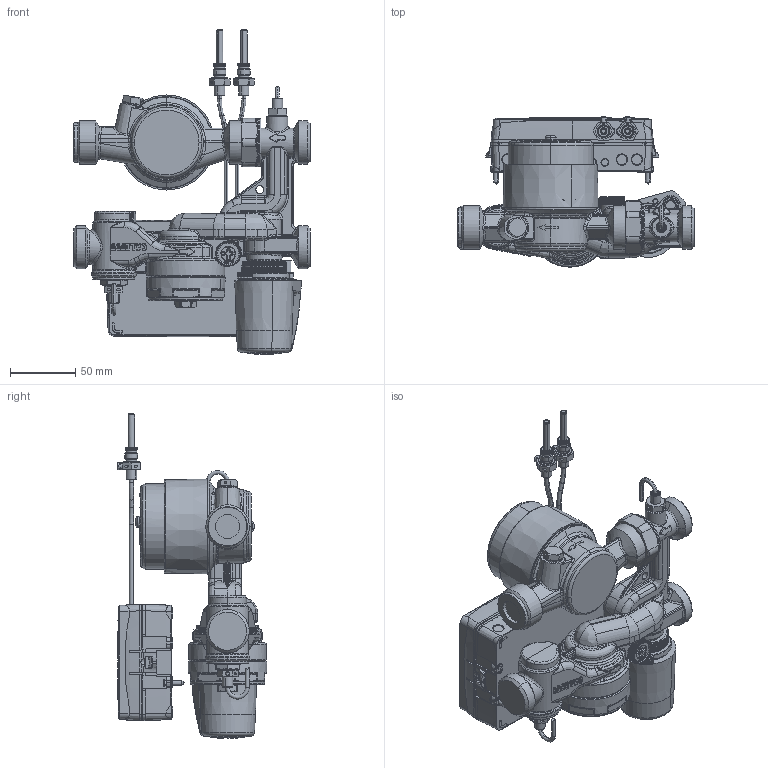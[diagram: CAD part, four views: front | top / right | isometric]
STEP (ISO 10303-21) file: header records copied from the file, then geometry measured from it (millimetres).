
FILE_DESCRIPTION(('CATIA V5 STEP Exchange','CAx-IF Rec.Pracs.--- Model Styling and Organization---1.4--- 2014-01-23','CAx-IF Rec.Pracs.---3D Tessellated Data Validation Properties---0.5---2014-09-14'),'2;1');
FILE_NAME('STEP_700213_-_TST.stp','2021-08-31T14:06:22+00:00',('none'),('none'),'CATIA Version 5-6 Release 2019 SP3','CATIA V5 STEP AP242 v1','none');
FILE_SCHEMA(('AP242_MANAGED_MODEL_BASED_3D_ENGINEERING_MIM_LF {1 0 10303 442 1 1 4}'));
Length unit declared in the file: millimetre
Products named in the file (1): 700213 - TST
Bounding box: 180.5 x 114.61 x 247.95 mm (x, y, z)
Volume: 1220529 mm3; surface area: 169213.1 mm2
Topology: 7 solids, 24 shells, 6431 faces, 18745 edges, 12599 vertices
Faces by surface type: bspline 1850, cylinder 1738, plane 1721, cone 500, torus 452, sphere 111, revolution 31, extrusion 28
Entity records: 324894 total; most frequent: CARTESIAN_POINT 183822, ORIENTED_EDGE 32688, EDGE_CURVE 16344, DIRECTION 15972, VERTEX_POINT 10088, B_SPLINE_CURVE_WITH_KNOTS 8877, AXIS2_PLACEMENT_3D 7068, EDGE_LOOP 6640
